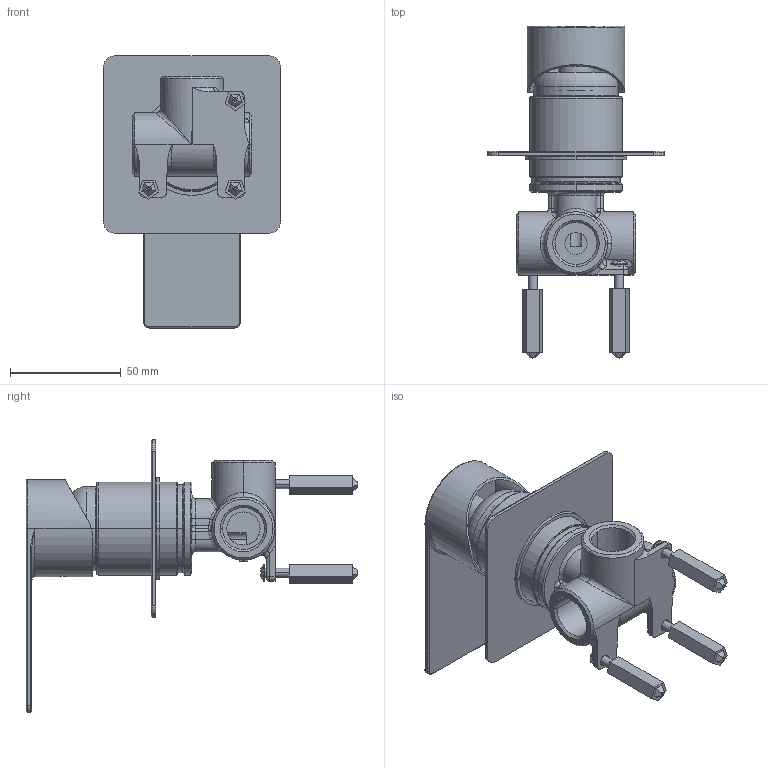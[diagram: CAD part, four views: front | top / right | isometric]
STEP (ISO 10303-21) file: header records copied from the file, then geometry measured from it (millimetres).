
FILE_DESCRIPTION((''),'2;1');
FILE_NAME('8301018_ASM_ASM','2023-09-12T09:51:21',('Administrator'),(''),'CREO PARAMETRIC BY PTC INC, 2018500','CREO PARAMETRIC BY PTC INC, 2018500','');
FILE_SCHEMA(('CONFIG_CONTROL_DESIGN'));
Length unit declared in the file: millimetre
Products named in the file (20): 826B093NF_1; 815S042NF_1; 815S012NF_1_AF0; 825A119NF_1_AF0; 826B042NF_1; 813S156CP_1_AF0; 815S004NF_1; 806S183CP_1; 813S050CP_1; 813S049CP_1_AF0; 815S012NF_1_AF1; 815S012NF_1_AF2; 825A119NF_1_AF1; 825A119NF_1_AF2; 812C041NF_1; 805A027NF_1_AF0; 813C153NF_1_AF0; 803C007NF_1_AF0; 8301018_ASM_1_AF0_ASM; 8301018_ASM_ASM
Assembly tree (20 placements, depth 3):
  8301018_ASM_ASM
    8301018_ASM_1_AF0_ASM
      826B093NF_1  x2
      815S042NF_1
      815S012NF_1_AF0
      825A119NF_1_AF0
      826B042NF_1
      813S156CP_1_AF0
      815S004NF_1
      806S183CP_1
      813S050CP_1
      813S049CP_1_AF0
      815S012NF_1_AF1
      815S012NF_1_AF2
      825A119NF_1_AF1
      825A119NF_1_AF2
      812C041NF_1
      805A027NF_1_AF0
      813C153NF_1_AF0
      803C007NF_1_AF0
Bounding box: 80 x 149.89 x 122.9 mm (x, y, z)
Volume: 126808.3 mm3; surface area: 90421.3 mm2
Topology: 19 solids, 20 shells, 755 faces, 1923 edges, 1193 vertices
Faces by surface type: plane 308, cylinder 237, cone 72, torus 62, sphere 33, bspline 33, extrusion 10
Entity records: 25614 total; most frequent: CARTESIAN_POINT 7083, DIRECTION 3981, ORIENTED_EDGE 3732, EDGE_CURVE 1868, AXIS2_PLACEMENT_3D 1569, VERTEX_POINT 1189, VECTOR 843, LINE 833
